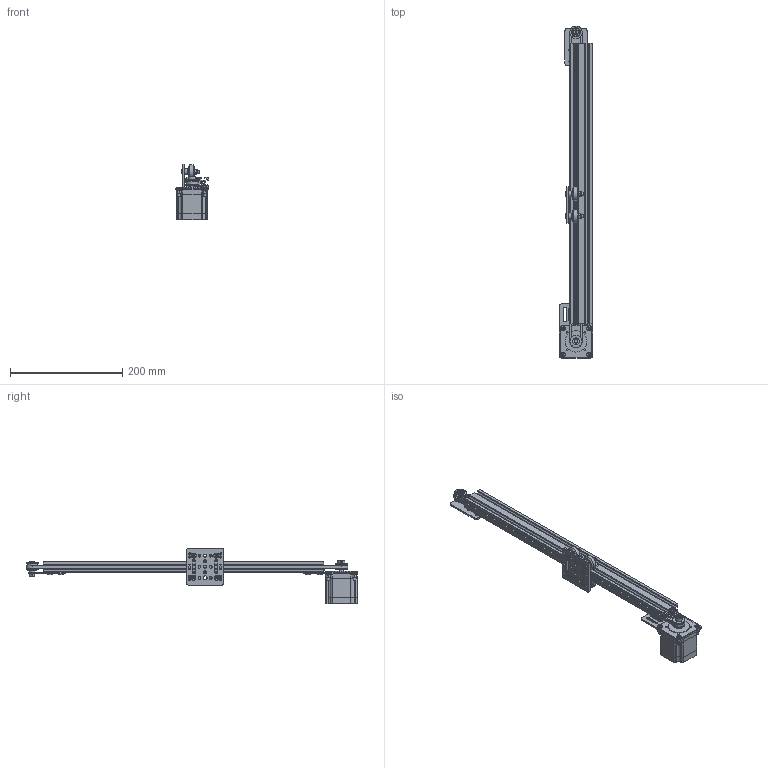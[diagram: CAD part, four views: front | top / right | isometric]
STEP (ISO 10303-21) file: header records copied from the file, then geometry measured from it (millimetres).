
FILE_DESCRIPTION(/* description */ (''),/* implementation_level */ '2;1');
FILE_NAME(/* name */ 'Nema 23 V Slot Belt Driven Actuator.step',/* time_stamp */ '2020-02-06T12:45:44-05:00',/* author */ (''),/* organization */ (''),/* preprocessor_version */ 'ST-DEVELOPER v18',/* originating_system */ 'Autodesk Translation Framework v8.12.0.6',/* authorisation */ '');
FILE_SCHEMA (('AUTOMOTIVE_DESIGN { 1 0 10303 214 3 1 1 }'));
Length unit declared in the file: millimetre
Products named in the file (5): Nema 23 V Slot Belt Driven Actuator 500mm; V-Slot Gantry Plate 20mm; V-Slot 20x40x500 Linear Rail; Aluminum Spacer 3mm; Low Profile Screw M5 v1
Assembly tree (7 placements, depth 2):
  Nema 23 V Slot Belt Driven Actuator 500mm
    V-Slot Gantry Plate 20mm
    V-Slot 20x40x500 Linear Rail
    Aluminum Spacer 3mm
    Low Profile Screw M5 v1  x4
Bounding box: 60 x 592.65 x 98.62 mm (x, y, z)
Volume: 390458.9 mm3; surface area: 247096.8 mm2
Topology: 70 solids, 70 shells, 1220 faces, 3039 edges, 2079 vertices
Faces by surface type: plane 669, cylinder 331, cone 194, torus 26
Full cylindrical faces by diameter (mm): 2.5 x2, 4.2 x10, 4.25 x9, 5 x47, 5.1 x32, 5.2 x1, 5.3 x9, 6.35 x2, 6.9 x8, 7.11 x2, 7.2 x3, 7.937 x1, 8 x1, 8.6 x20, 10 x13, 12 x1, 13.6 x20, 13.9 x1, 14 x4, 16 x20, 17.5 x1, 18.3 x1, 21.5 x2, 22 x2, 23.9 x4, 38.1 x1
Entity records: 36088 total; most frequent: CARTESIAN_POINT 7024, DIRECTION 6165, ORIENTED_EDGE 5892, EDGE_CURVE 2946, AXIS2_PLACEMENT_3D 2402, VERTEX_POINT 2016, EDGE_LOOP 1492, LINE 1361
